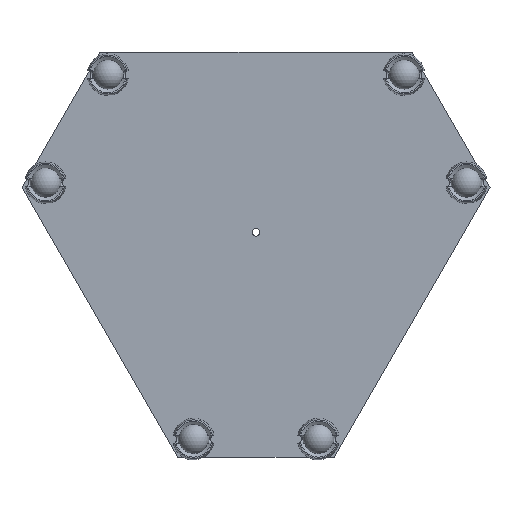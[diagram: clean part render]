
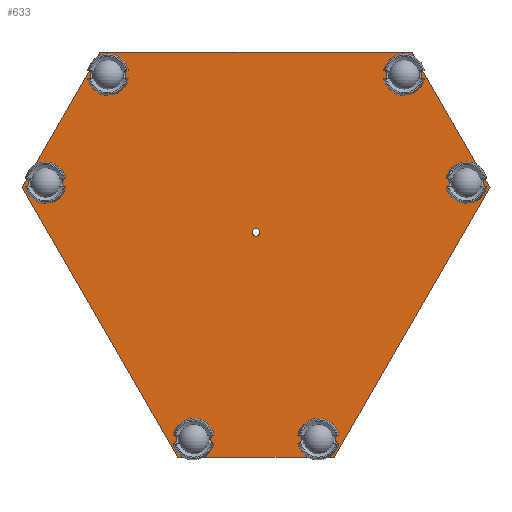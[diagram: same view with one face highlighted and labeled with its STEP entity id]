
A CAD part, top view. The second image highlights one B-rep face of the part: STEP entity #633.
In plain terms, the highlighted planar face has unit normal (0, 0, 1).
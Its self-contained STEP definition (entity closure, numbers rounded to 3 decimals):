
#68=FACE_BOUND('',#236,.T.);
#69=FACE_BOUND('',#237,.T.);
#70=FACE_BOUND('',#238,.T.);
#71=FACE_BOUND('',#239,.T.);
#72=FACE_BOUND('',#240,.T.);
#73=FACE_BOUND('',#241,.T.);
#74=FACE_BOUND('',#242,.T.);
#116=LINE('',#1192,#150);
#119=LINE('',#1198,#153);
#122=LINE('',#1204,#156);
#125=LINE('',#1210,#159);
#128=LINE('',#1216,#162);
#131=LINE('',#1220,#165);
#150=VECTOR('',#920,10.);
#153=VECTOR('',#925,10.);
#156=VECTOR('',#930,10.);
#159=VECTOR('',#935,10.);
#162=VECTOR('',#940,10.);
#165=VECTOR('',#945,10.);
#199=FACE_OUTER_BOUND('',#235,.T.);
#235=EDGE_LOOP('',(#559,#560,#561,#562,#563,#564));
#236=EDGE_LOOP('',(#565));
#237=EDGE_LOOP('',(#566));
#238=EDGE_LOOP('',(#567));
#239=EDGE_LOOP('',(#568));
#240=EDGE_LOOP('',(#569));
#241=EDGE_LOOP('',(#570));
#242=EDGE_LOOP('',(#571));
#270=CIRCLE('',#703,1.5);
#272=CIRCLE('',#706,3.);
#274=CIRCLE('',#710,3.);
#276=CIRCLE('',#714,3.);
#278=CIRCLE('',#718,3.);
#280=CIRCLE('',#722,3.);
#282=CIRCLE('',#726,3.);
#314=VERTEX_POINT('',#1140);
#316=VERTEX_POINT('',#1146);
#318=VERTEX_POINT('',#1153);
#320=VERTEX_POINT('',#1160);
#322=VERTEX_POINT('',#1167);
#324=VERTEX_POINT('',#1174);
#326=VERTEX_POINT('',#1181);
#329=VERTEX_POINT('',#1189);
#330=VERTEX_POINT('',#1191);
#332=VERTEX_POINT('',#1197);
#334=VERTEX_POINT('',#1203);
#336=VERTEX_POINT('',#1209);
#338=VERTEX_POINT('',#1215);
#382=EDGE_CURVE('',#314,#314,#270,.T.);
#385=EDGE_CURVE('',#316,#316,#272,.T.);
#388=EDGE_CURVE('',#318,#318,#274,.T.);
#391=EDGE_CURVE('',#320,#320,#276,.T.);
#394=EDGE_CURVE('',#322,#322,#278,.T.);
#397=EDGE_CURVE('',#324,#324,#280,.T.);
#400=EDGE_CURVE('',#326,#326,#282,.T.);
#403=EDGE_CURVE('',#330,#329,#116,.T.);
#406=EDGE_CURVE('',#332,#330,#119,.T.);
#409=EDGE_CURVE('',#334,#332,#122,.T.);
#412=EDGE_CURVE('',#336,#334,#125,.T.);
#415=EDGE_CURVE('',#338,#336,#128,.T.);
#418=EDGE_CURVE('',#329,#338,#131,.T.);
#559=ORIENTED_EDGE('',*,*,#418,.T.);
#560=ORIENTED_EDGE('',*,*,#415,.T.);
#561=ORIENTED_EDGE('',*,*,#412,.T.);
#562=ORIENTED_EDGE('',*,*,#409,.T.);
#563=ORIENTED_EDGE('',*,*,#406,.T.);
#564=ORIENTED_EDGE('',*,*,#403,.T.);
#565=ORIENTED_EDGE('',*,*,#382,.T.);
#566=ORIENTED_EDGE('',*,*,#391,.T.);
#567=ORIENTED_EDGE('',*,*,#388,.T.);
#568=ORIENTED_EDGE('',*,*,#385,.T.);
#569=ORIENTED_EDGE('',*,*,#400,.T.);
#570=ORIENTED_EDGE('',*,*,#397,.T.);
#571=ORIENTED_EDGE('',*,*,#394,.T.);
#598=PLANE('',#734);
#633=ADVANCED_FACE('',(#199,#68,#69,#70,#71,#72,#73,#74),#598,.T.);
#703=AXIS2_PLACEMENT_3D('',#1142,#860,#861);
#706=AXIS2_PLACEMENT_3D('',#1148,#867,#868);
#710=AXIS2_PLACEMENT_3D('',#1155,#876,#877);
#714=AXIS2_PLACEMENT_3D('',#1162,#885,#886);
#718=AXIS2_PLACEMENT_3D('',#1169,#894,#895);
#722=AXIS2_PLACEMENT_3D('',#1176,#903,#904);
#726=AXIS2_PLACEMENT_3D('',#1183,#912,#913);
#734=AXIS2_PLACEMENT_3D('',#1221,#946,#947);
#860=DIRECTION('center_axis',(0.,0.,-1.));
#861=DIRECTION('ref_axis',(1.,0.,0.));
#867=DIRECTION('center_axis',(0.,0.,-1.));
#868=DIRECTION('ref_axis',(1.,0.,0.));
#876=DIRECTION('center_axis',(0.,0.,-1.));
#877=DIRECTION('ref_axis',(1.,0.,0.));
#885=DIRECTION('center_axis',(0.,0.,-1.));
#886=DIRECTION('ref_axis',(1.,0.,0.));
#894=DIRECTION('center_axis',(0.,0.,-1.));
#895=DIRECTION('ref_axis',(1.,0.,0.));
#903=DIRECTION('center_axis',(0.,0.,-1.));
#904=DIRECTION('ref_axis',(1.,0.,0.));
#912=DIRECTION('center_axis',(0.,0.,-1.));
#913=DIRECTION('ref_axis',(1.,0.,0.));
#920=DIRECTION('',(-1.,0.,0.));
#925=DIRECTION('',(-0.5,0.866,0.));
#930=DIRECTION('',(0.5,0.866,0.));
#935=DIRECTION('',(1.,0.,0.));
#940=DIRECTION('',(0.5,-0.866,0.));
#945=DIRECTION('',(-0.5,-0.866,0.));
#946=DIRECTION('center_axis',(0.,0.,1.));
#947=DIRECTION('ref_axis',(1.,0.,0.));
#1140=CARTESIAN_POINT('',(-1.5,-57.939,5.));
#1142=CARTESIAN_POINT('Origin',(0.,-57.939,
5.));
#1146=CARTESIAN_POINT('',(77.938,-38.922,5.));
#1148=CARTESIAN_POINT('Origin',(80.938,-38.922,5.));
#1153=CARTESIAN_POINT('',(-27.,-137.541,5.));
#1155=CARTESIAN_POINT('Origin',(-24.,-137.541,5.));
#1160=CARTESIAN_POINT('',(-83.938,-38.922,5.));
#1162=CARTESIAN_POINT('Origin',(-80.938,-38.922,5.));
#1167=CARTESIAN_POINT('',(53.938,2.647,5.));
#1169=CARTESIAN_POINT('Origin',(56.938,2.647,5.));
#1174=CARTESIAN_POINT('',(21.,-137.541,5.));
#1176=CARTESIAN_POINT('Origin',(24.,-137.541,5.));
#1181=CARTESIAN_POINT('',(-59.938,2.647,5.));
#1183=CARTESIAN_POINT('Origin',(-56.938,2.647,5.));
#1189=CARTESIAN_POINT('',(-60.,11.343,5.));
#1191=CARTESIAN_POINT('',(60.,11.343,5.));
#1192=CARTESIAN_POINT('',(-60.,11.343,5.));
#1197=CARTESIAN_POINT('',(90.,-40.618,5.));
#1198=CARTESIAN_POINT('',(60.,11.343,5.));
#1203=CARTESIAN_POINT('',(30.,-144.541,5.));
#1204=CARTESIAN_POINT('',(30.,-144.541,5.));
#1209=CARTESIAN_POINT('',(-30.,-144.541,5.));
#1210=CARTESIAN_POINT('',(-30.,-144.541,5.));
#1215=CARTESIAN_POINT('',(-90.,-40.618,5.));
#1216=CARTESIAN_POINT('',(-90.,-40.618,5.));
#1220=CARTESIAN_POINT('',(-60.,11.343,5.));
#1221=CARTESIAN_POINT('Origin',(0.,-66.599,
5.));
